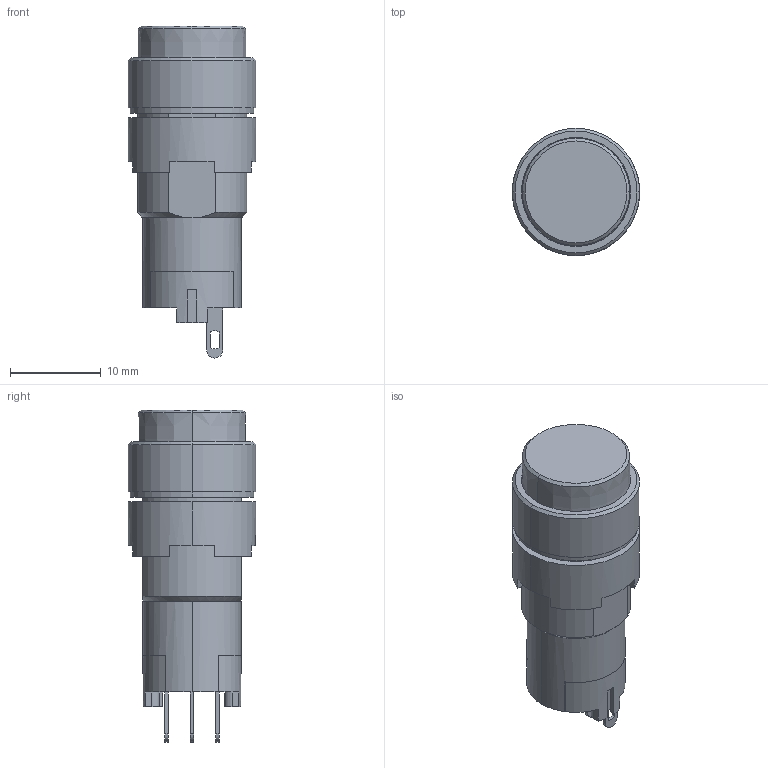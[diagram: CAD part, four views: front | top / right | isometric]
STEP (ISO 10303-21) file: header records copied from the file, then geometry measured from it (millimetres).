
FILE_DESCRIPTION (( 'STEP AP214' ), '1' );
FILE_NAME ('10_AB2M-[M][A]1(P)$.STEP', '2020-10-26T01:38:46', ( 'IDEC' ), ( 'IDEC' ), 'SwSTEP 2.0', 'SolidWorks 2019', '' );
FILE_SCHEMA (( 'AUTOMOTIVE_DESIGN' ));
Length unit declared in the file: millimetre
Products named in the file (5): A2-BODY-M; A2-LOCK-NUT; A2-OPERATOR-M; 10_AB2M-[M][A]1(P)$; A2-NONILL-BASE_1C
Assembly tree (4 placements, depth 2):
  10_AB2M-[M][A]1(P)$
    A2-BODY-M
    A2-OPERATOR-M
    A2-NONILL-BASE_1C
    A2-LOCK-NUT
Bounding box: 14 x 14 x 36.5 mm (x, y, z)
Volume: 3498.9 mm3; surface area: 2816.3 mm2
Topology: 4 solids, 4 shells, 151 faces, 408 edges, 269 vertices
Faces by surface type: plane 91, cylinder 49, cone 11
Entity records: 5001 total; most frequent: CARTESIAN_POINT 871, DIRECTION 849, ORIENTED_EDGE 816, EDGE_CURVE 408, AXIS2_PLACEMENT_3D 295, VERTEX_POINT 269, VECTOR 259, LINE 259
